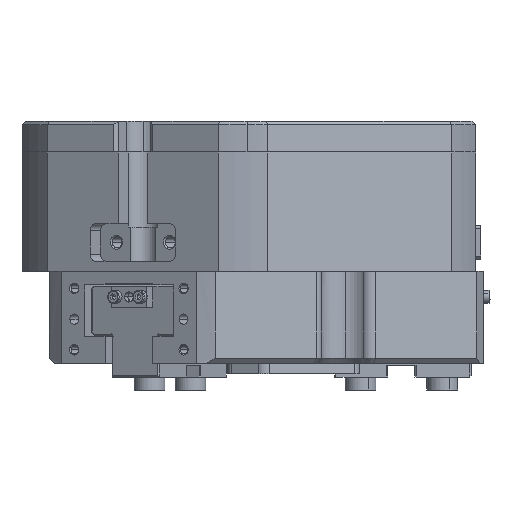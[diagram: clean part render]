
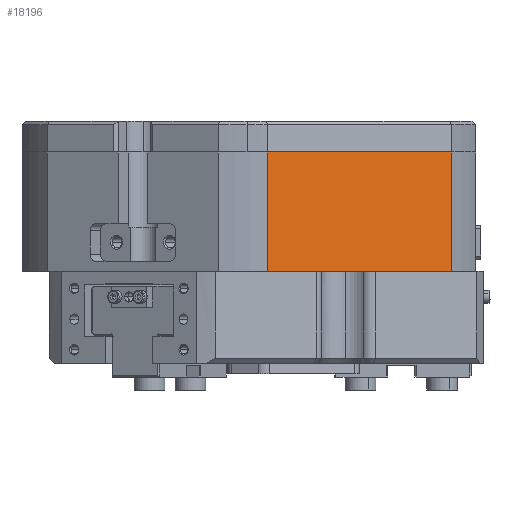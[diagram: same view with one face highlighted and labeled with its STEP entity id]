
A CAD part, front view. The second image highlights one B-rep face of the part: STEP entity #18196.
In plain terms, the highlighted planar face has unit normal (0.5, -0.866, 0).
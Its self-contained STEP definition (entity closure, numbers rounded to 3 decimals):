
#2600 = DIRECTION ( 'NONE',  ( -0.866, -0.5, 0. ) ) ;
#3062 = CARTESIAN_POINT ( 'NONE',  ( 44.496, -21.512, 145. ) ) ;
#4956 = VECTOR ( 'NONE', #25951, 1000. ) ;
#4986 = DIRECTION ( 'NONE',  ( -0.5, 0.866, 0. ) ) ;
#5681 = VERTEX_POINT ( 'NONE', #14194 ) ;
#6810 = ORIENTED_EDGE ( 'NONE', *, *, #7629, .F. ) ;
#7629 = EDGE_CURVE ( 'NONE', #9426, #21270, #9803, .T. ) ;
#8649 = DIRECTION ( 'NONE',  ( -0.866, -0.5, 0. ) ) ;
#9426 = VERTEX_POINT ( 'NONE', #3062 ) ;
#9803 = LINE ( 'NONE', #32050, #26474 ) ;
#11057 = LINE ( 'NONE', #46266, #12770 ) ;
#11296 = ORIENTED_EDGE ( 'NONE', *, *, #41880, .F. ) ;
#12770 = VECTOR ( 'NONE', #21258, 1000. ) ;
#14194 = CARTESIAN_POINT ( 'NONE',  ( -9.532, -52.705, 180. ) ) ;
#15242 = LINE ( 'NONE', #40433, #4956 ) ;
#15431 = LINE ( 'NONE', #23999, #19483 ) ;
#18196 = ADVANCED_FACE ( 'NONE', ( #28999 ), #30112, .F. ) ;
#18917 = CARTESIAN_POINT ( 'NONE',  ( 44.496, -21.512, 180. ) ) ;
#19483 = VECTOR ( 'NONE', #38630, 1000. ) ;
#21258 = DIRECTION ( 'NONE',  ( 0., 0., 1. ) ) ;
#21270 = VERTEX_POINT ( 'NONE', #43397 ) ;
#22519 = EDGE_CURVE ( 'NONE', #25582, #5681, #15431, .T. ) ;
#23999 = CARTESIAN_POINT ( 'NONE',  ( 17.482, -37.109, 180. ) ) ;
#25294 = AXIS2_PLACEMENT_3D ( 'NONE', #40807, #4986, #8649 ) ;
#25582 = VERTEX_POINT ( 'NONE', #18917 ) ;
#25661 = EDGE_LOOP ( 'NONE', ( #6810, #11296, #41481, #42452 ) ) ;
#25951 = DIRECTION ( 'NONE',  ( 0., 0., -1. ) ) ;
#26474 = VECTOR ( 'NONE', #2600, 1000. ) ;
#28999 = FACE_OUTER_BOUND ( 'NONE', #25661, .T. ) ;
#30112 = PLANE ( 'NONE',  #25294 ) ;
#32050 = CARTESIAN_POINT ( 'NONE',  ( 69.443, -7.109, 145. ) ) ;
#36456 = EDGE_CURVE ( 'NONE', #21270, #5681, #11057, .T. ) ;
#38630 = DIRECTION ( 'NONE',  ( -0.866, -0.5, 0. ) ) ;
#40433 = CARTESIAN_POINT ( 'NONE',  ( 44.496, -21.512, 180. ) ) ;
#40807 = CARTESIAN_POINT ( 'NONE',  ( 69.443, -7.109, 211.198 ) ) ;
#41481 = ORIENTED_EDGE ( 'NONE', *, *, #22519, .T. ) ;
#41880 = EDGE_CURVE ( 'NONE', #25582, #9426, #15242, .T. ) ;
#42452 = ORIENTED_EDGE ( 'NONE', *, *, #36456, .F. ) ;
#43397 = CARTESIAN_POINT ( 'NONE',  ( -9.532, -52.705, 145. ) ) ;
#46266 = CARTESIAN_POINT ( 'NONE',  ( -9.532, -52.705, 180. ) ) ;
